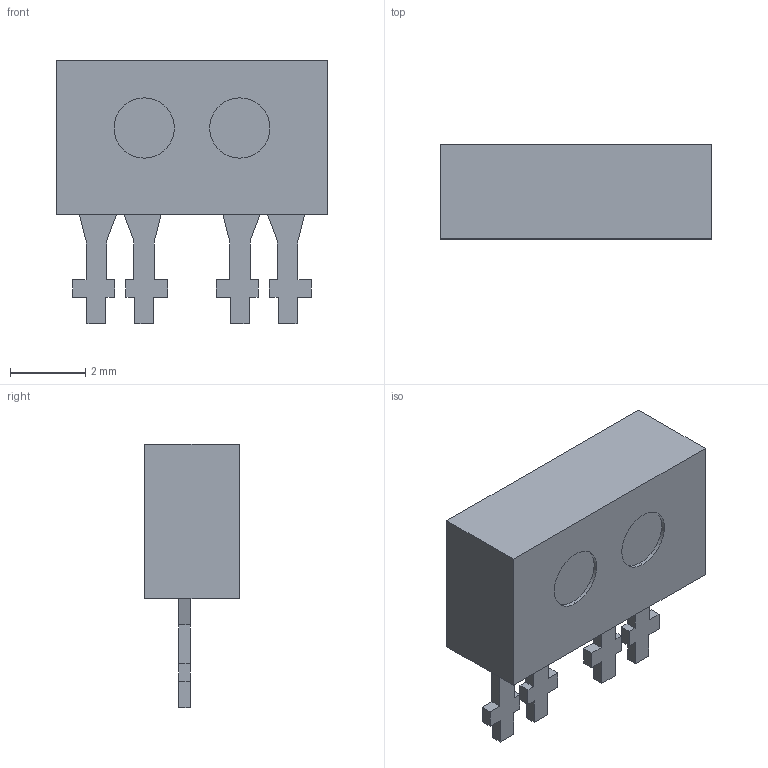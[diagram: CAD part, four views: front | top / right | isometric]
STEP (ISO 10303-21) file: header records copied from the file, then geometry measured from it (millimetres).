
FILE_DESCRIPTION (( 'STEP AP214' ), '1' );
FILE_NAME ('TCRT1000-S.STEP', '2011-12-02T23:01:07', ( '' ), ( '' ), 'SwSTEP 2.0', 'SolidWorks 2011', '' );
FILE_SCHEMA (( 'AUTOMOTIVE_DESIGN' ));
Length unit declared in the file: millimetre
Products named in the file (1): TCRT1000-S
Bounding box: 7.2 x 2.5 x 7 mm (x, y, z)
Volume: 75.8 mm3; surface area: 140.3 mm2
Topology: 1 solids, 1 shells, 72 faces, 192 edges, 128 vertices
Faces by surface type: plane 68, cylinder 4
Entity records: 2964 total; most frequent: CARTESIAN_POINT 393, ORIENTED_EDGE 384, DIRECTION 346, EDGE_CURVE 192, VECTOR 184, LINE 184, VERTEX_POINT 128, AXIS2_PLACEMENT_3D 81
